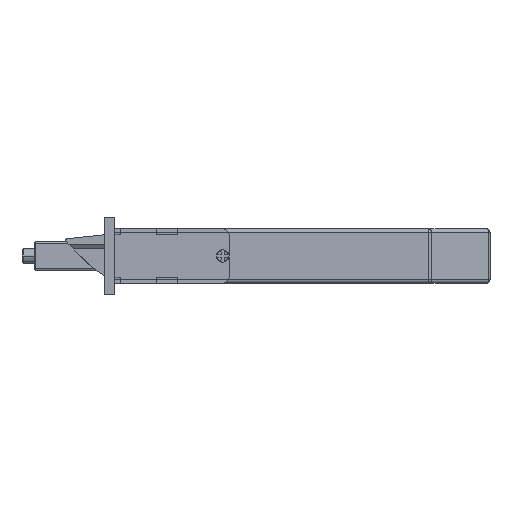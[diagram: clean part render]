
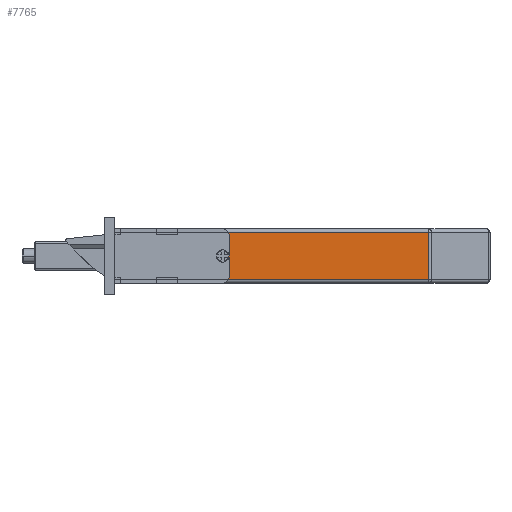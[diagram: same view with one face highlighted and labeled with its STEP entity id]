
A CAD part, front view. The second image highlights one B-rep face of the part: STEP entity #7765.
In plain terms, the highlighted planar face has unit normal (0, -1, 0).
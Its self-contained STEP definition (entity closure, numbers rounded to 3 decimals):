
#363 = EDGE_CURVE ( 'NONE', #3895, #1653, #7082, .T. ) ;
#365 = VERTEX_POINT ( 'NONE', #9889 ) ;
#413 = FACE_OUTER_BOUND ( 'NONE', #4750, .T. ) ;
#653 = EDGE_CURVE ( 'NONE', #7753, #365, #3099, .T. ) ;
#993 = DIRECTION ( 'NONE',  ( 0., 0., 1. ) ) ;
#997 = AXIS2_PLACEMENT_3D ( 'NONE', #2655, #8306, #5906 ) ;
#1047 = LINE ( 'NONE', #6551, #1867 ) ;
#1055 = CARTESIAN_POINT ( 'NONE',  ( 103.586, -14.7, 12.75 ) ) ;
#1360 = ORIENTED_EDGE ( 'NONE', *, *, #363, .T. ) ;
#1653 = VERTEX_POINT ( 'NONE', #9272 ) ;
#1867 = VECTOR ( 'NONE', #993, 1000. ) ;
#2458 = VECTOR ( 'NONE', #5673, 1000. ) ;
#2528 = CARTESIAN_POINT ( 'NONE',  ( 104., -14.7, -0.75 ) ) ;
#2655 = CARTESIAN_POINT ( 'NONE',  ( 44.75, -14.7, 6. ) ) ;
#2838 = VERTEX_POINT ( 'NONE', #3203 ) ;
#2913 = ORIENTED_EDGE ( 'NONE', *, *, #6441, .F. ) ;
#2924 = PLANE ( 'NONE',  #9753 ) ;
#3034 = CARTESIAN_POINT ( 'NONE',  ( 14., -14.7, -1.75 ) ) ;
#3099 = LINE ( 'NONE', #3739, #4424 ) ;
#3203 = CARTESIAN_POINT ( 'NONE',  ( 44.75, -14.7, 7.75 ) ) ;
#3602 = DIRECTION ( 'NONE',  ( 0., -1., 0. ) ) ;
#3733 = CIRCLE ( 'NONE', #6467, 1.75 ) ;
#3739 = CARTESIAN_POINT ( 'NONE',  ( 14., -14.7, 12.75 ) ) ;
#3895 = VERTEX_POINT ( 'NONE', #4195 ) ;
#4027 = DIRECTION ( 'NONE',  ( 0., 0., -1. ) ) ;
#4045 = CARTESIAN_POINT ( 'NONE',  ( 44.75, -14.7, 4.25 ) ) ;
#4102 = CARTESIAN_POINT ( 'NONE',  ( 14., -14.7, -1.75 ) ) ;
#4127 = EDGE_CURVE ( 'NONE', #7604, #2838, #3733, .T. ) ;
#4195 = CARTESIAN_POINT ( 'NONE',  ( 14., -14.7, -0.75 ) ) ;
#4424 = VECTOR ( 'NONE', #6359, 1000. ) ;
#4602 = DIRECTION ( 'NONE',  ( 0., 0., 1. ) ) ;
#4750 = EDGE_LOOP ( 'NONE', ( #8006, #1360, #10557, #7177 ) ) ;
#4788 = CARTESIAN_POINT ( 'NONE',  ( 44.75, -14.7, 6. ) ) ;
#5232 = DIRECTION ( 'NONE',  ( 1., 0., 0. ) ) ;
#5673 = DIRECTION ( 'NONE',  ( 1., 0., 0. ) ) ;
#5674 = EDGE_LOOP ( 'NONE', ( #8016, #2913 ) ) ;
#5906 = DIRECTION ( 'NONE',  ( 0., 0., -1. ) ) ;
#6359 = DIRECTION ( 'NONE',  ( -1., 0., 0. ) ) ;
#6441 = EDGE_CURVE ( 'NONE', #2838, #7604, #6454, .T. ) ;
#6454 = CIRCLE ( 'NONE', #997, 1.75 ) ;
#6467 = AXIS2_PLACEMENT_3D ( 'NONE', #4788, #9850, #4027 ) ;
#6551 = CARTESIAN_POINT ( 'NONE',  ( 103.586, -14.7, -1.75 ) ) ;
#6929 = FACE_BOUND ( 'NONE', #5674, .T. ) ;
#7082 = LINE ( 'NONE', #2528, #2458 ) ;
#7177 = ORIENTED_EDGE ( 'NONE', *, *, #653, .T. ) ;
#7574 = EDGE_CURVE ( 'NONE', #3895, #365, #9466, .T. ) ;
#7604 = VERTEX_POINT ( 'NONE', #4045 ) ;
#7753 = VERTEX_POINT ( 'NONE', #1055 ) ;
#7765 = ADVANCED_FACE ( 'NONE', ( #6929, #413 ), #2924, .T. ) ;
#8006 = ORIENTED_EDGE ( 'NONE', *, *, #7574, .F. ) ;
#8016 = ORIENTED_EDGE ( 'NONE', *, *, #4127, .F. ) ;
#8306 = DIRECTION ( 'NONE',  ( 0., -1., 0. ) ) ;
#8375 = VECTOR ( 'NONE', #4602, 1000. ) ;
#9272 = CARTESIAN_POINT ( 'NONE',  ( 103.586, -14.7, -0.75 ) ) ;
#9466 = LINE ( 'NONE', #4102, #8375 ) ;
#9753 = AXIS2_PLACEMENT_3D ( 'NONE', #3034, #3602, #5232 ) ;
#9850 = DIRECTION ( 'NONE',  ( 0., -1., 0. ) ) ;
#9889 = CARTESIAN_POINT ( 'NONE',  ( 14., -14.7, 12.75 ) ) ;
#10495 = EDGE_CURVE ( 'NONE', #1653, #7753, #1047, .T. ) ;
#10557 = ORIENTED_EDGE ( 'NONE', *, *, #10495, .T. ) ;
